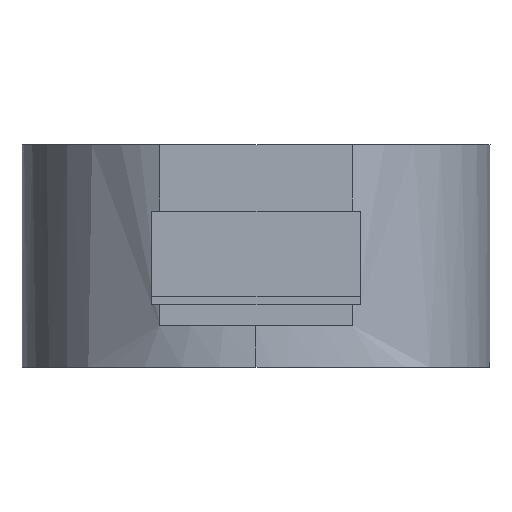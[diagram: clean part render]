
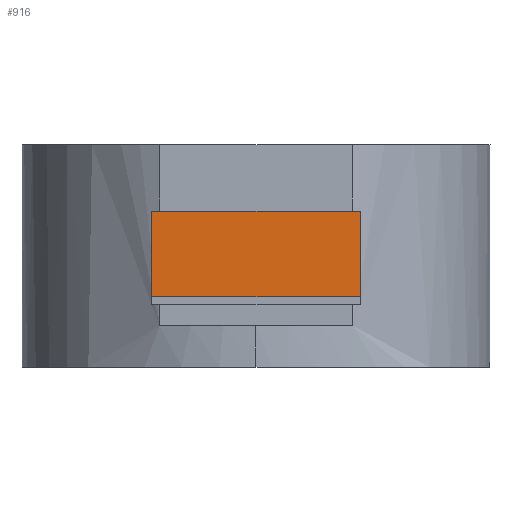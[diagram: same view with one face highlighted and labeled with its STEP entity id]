
A CAD part, left-side view. The second image highlights one B-rep face of the part: STEP entity #916.
In plain terms, the highlighted free-form (B-spline) face has degree [1, 1] with [2, 2] control points.
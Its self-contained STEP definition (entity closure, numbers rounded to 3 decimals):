
#916=ADVANCED_FACE('',(#1136),#6912,.T.);
#1136=FACE_OUTER_BOUND('',#1356,.T.);
#1356=EDGE_LOOP('',(#1631,#1632,#1633,#1634));
#1631=ORIENTED_EDGE('',*,*,#5166,.T.);
#1632=ORIENTED_EDGE('',*,*,#5167,.T.);
#1633=ORIENTED_EDGE('',*,*,#5168,.T.);
#1634=ORIENTED_EDGE('',*,*,#5169,.T.);
#2641=PCURVE('',#6912,#3651);
#2642=PCURVE('',#6912,#3652);
#2643=PCURVE('',#6912,#3653);
#2644=PCURVE('',#6912,#3654);
#2645=PCURVE('',#6913,#3655);
#2663=PCURVE('',#6917,#3673);
#2665=PCURVE('',#6918,#3675);
#2676=PCURVE('',#6919,#3686);
#3651=DEFINITIONAL_REPRESENTATION('',(#5672),#13489);
#3652=DEFINITIONAL_REPRESENTATION('',(#5674),#13489);
#3653=DEFINITIONAL_REPRESENTATION('',(#5676),#13489);
#3654=DEFINITIONAL_REPRESENTATION('',(#5678),#13489);
#3655=DEFINITIONAL_REPRESENTATION('',(#5679),#13489);
#3673=DEFINITIONAL_REPRESENTATION('',(#5710),#13489);
#3675=DEFINITIONAL_REPRESENTATION('',(#5713),#13489);
#3686=DEFINITIONAL_REPRESENTATION('',(#5724),#13489);
#4661=SURFACE_CURVE('',#5671,(#2641,#2663),.PCURVE_S1.);
#4662=SURFACE_CURVE('',#5673,(#2642,#2676),.PCURVE_S1.);
#4663=SURFACE_CURVE('',#5675,(#2643,#2645),.PCURVE_S1.);
#4664=SURFACE_CURVE('',#5677,(#2644,#2665),.PCURVE_S1.);
#5166=EDGE_CURVE('',#6580,#6581,#4661,.T.);
#5167=EDGE_CURVE('',#6581,#6582,#4662,.T.);
#5168=EDGE_CURVE('',#6582,#6583,#4663,.T.);
#5169=EDGE_CURVE('',#6583,#6580,#4664,.T.);
#5671=B_SPLINE_CURVE_WITH_KNOTS('',1,(#7071,#7072),.UNSPECIFIED.,.F.,.F.,
(2,2),(-15.,35.),.UNSPECIFIED.);
#5672=B_SPLINE_CURVE_WITH_KNOTS('',1,(#7073,#7074),.UNSPECIFIED.,.F.,.F.,
(2,2),(-15.,35.),.UNSPECIFIED.);
#5673=B_SPLINE_CURVE_WITH_KNOTS('',1,(#7075,#7076),.UNSPECIFIED.,.F.,.F.,
(2,2),(-6.5,14.),.UNSPECIFIED.);
#5674=B_SPLINE_CURVE_WITH_KNOTS('',1,(#7077,#7078),.UNSPECIFIED.,.F.,.F.,
(2,2),(-6.5,14.),.UNSPECIFIED.);
#5675=B_SPLINE_CURVE_WITH_KNOTS('',1,(#7079,#7080),.UNSPECIFIED.,.F.,.F.,
(2,2),(-35.,15.),.UNSPECIFIED.);
#5676=B_SPLINE_CURVE_WITH_KNOTS('',1,(#7081,#7082),.UNSPECIFIED.,.F.,.F.,
(2,2),(-35.,15.),.UNSPECIFIED.);
#5677=B_SPLINE_CURVE_WITH_KNOTS('',1,(#7083,#7084),.UNSPECIFIED.,.F.,.F.,
(2,2),(-14.,6.5),.UNSPECIFIED.);
#5678=B_SPLINE_CURVE_WITH_KNOTS('',1,(#7085,#7086),.UNSPECIFIED.,.F.,.F.,
(2,2),(-14.,6.5),.UNSPECIFIED.);
#5679=B_SPLINE_CURVE_WITH_KNOTS('',1,(#7087,#7088),.UNSPECIFIED.,.F.,.F.,
(2,2),(-35.,15.),.UNSPECIFIED.);
#5710=B_SPLINE_CURVE_WITH_KNOTS('',1,(#7149,#7150),.UNSPECIFIED.,.F.,.F.,
(2,2),(-15.,35.),.UNSPECIFIED.);
#5713=B_SPLINE_CURVE_WITH_KNOTS('',1,(#7155,#7156),.UNSPECIFIED.,.F.,.F.,
(2,2),(-14.,6.5),.UNSPECIFIED.);
#5724=B_SPLINE_CURVE_WITH_KNOTS('',1,(#7177,#7178),.UNSPECIFIED.,.F.,.F.,
(2,2),(-6.5,14.),.UNSPECIFIED.);
#6580=VERTEX_POINT('',#7059);
#6581=VERTEX_POINT('',#7060);
#6582=VERTEX_POINT('',#7061);
#6583=VERTEX_POINT('',#7062);
#6912=B_SPLINE_SURFACE_WITH_KNOTS('',1,1,((#7027,#7028),(#7029,#7030)),
 .UNSPECIFIED.,.F.,.F.,.F.,(2,2),(2,2),(-15.,35.),(-6.5,14.),
 .UNSPECIFIED.);
#6913=B_SPLINE_SURFACE_WITH_KNOTS('',1,1,((#7031,#7032),(#7033,#7034)),
 .UNSPECIFIED.,.F.,.F.,.F.,(2,2),(2,2),(-15.,35.),(-1.,1.),
 .UNSPECIFIED.);
#6917=B_SPLINE_SURFACE_WITH_KNOTS('',1,1,((#7047,#7048),(#7049,#7050)),
 .UNSPECIFIED.,.F.,.F.,.F.,(2,2),(2,2),(-15.,35.),(-4.,24.),
 .UNSPECIFIED.);
#6918=B_SPLINE_SURFACE_WITH_KNOTS('',1,1,((#7051,#7052),(#7053,#7054)),
 .UNSPECIFIED.,.F.,.F.,.F.,(2,2),(2,2),(-15.,15.),(-11.25,11.25),
 .UNSPECIFIED.);
#6919=B_SPLINE_SURFACE_WITH_KNOTS('',1,1,((#7055,#7056),(#7057,#7058)),
 .UNSPECIFIED.,.F.,.F.,.F.,(2,2),(2,2),(-11.25,11.25),(-15.,15.),
 .UNSPECIFIED.);
#7027=CARTESIAN_POINT('',(-53.248,25.,-2.));
#7028=CARTESIAN_POINT('',(-53.248,25.,18.5));
#7029=CARTESIAN_POINT('',(-53.248,-25.,-2.));
#7030=CARTESIAN_POINT('',(-53.248,-25.,18.5));
#7031=CARTESIAN_POINT('',(-53.248,25.,18.5));
#7032=CARTESIAN_POINT('',(-51.248,25.,18.5));
#7033=CARTESIAN_POINT('',(-53.248,-25.,18.5));
#7034=CARTESIAN_POINT('',(-51.248,-25.,18.5));
#7047=CARTESIAN_POINT('',(-81.248,25.,-2.));
#7048=CARTESIAN_POINT('',(-53.248,25.,-2.));
#7049=CARTESIAN_POINT('',(-81.248,-25.,-2.));
#7050=CARTESIAN_POINT('',(-53.248,-25.,-2.));
#7051=CARTESIAN_POINT('',(-81.248,25.,18.5));
#7052=CARTESIAN_POINT('',(-81.248,25.,-4.));
#7053=CARTESIAN_POINT('',(-51.248,25.,18.5));
#7054=CARTESIAN_POINT('',(-51.248,25.,-4.));
#7055=CARTESIAN_POINT('',(-81.248,-25.,18.5));
#7056=CARTESIAN_POINT('',(-51.248,-25.,18.5));
#7057=CARTESIAN_POINT('',(-81.248,-25.,-4.));
#7058=CARTESIAN_POINT('',(-51.248,-25.,-4.));
#7059=CARTESIAN_POINT('',(-53.248,25.,-2.));
#7060=CARTESIAN_POINT('',(-53.248,-25.,-2.));
#7061=CARTESIAN_POINT('',(-53.248,-25.,18.5));
#7062=CARTESIAN_POINT('',(-53.248,25.,18.5));
#7071=CARTESIAN_POINT('',(-53.248,25.,-2.));
#7072=CARTESIAN_POINT('',(-53.248,-25.,-2.));
#7073=CARTESIAN_POINT('',(-15.,-6.5));
#7074=CARTESIAN_POINT('',(35.,-6.5));
#7075=CARTESIAN_POINT('',(-53.248,-25.,-2.));
#7076=CARTESIAN_POINT('',(-53.248,-25.,18.5));
#7077=CARTESIAN_POINT('',(35.,-6.5));
#7078=CARTESIAN_POINT('',(35.,14.));
#7079=CARTESIAN_POINT('',(-53.248,-25.,18.5));
#7080=CARTESIAN_POINT('',(-53.248,25.,18.5));
#7081=CARTESIAN_POINT('',(35.,14.));
#7082=CARTESIAN_POINT('',(-15.,14.));
#7083=CARTESIAN_POINT('',(-53.248,25.,18.5));
#7084=CARTESIAN_POINT('',(-53.248,25.,-2.));
#7085=CARTESIAN_POINT('',(-15.,14.));
#7086=CARTESIAN_POINT('',(-15.,-6.5));
#7087=CARTESIAN_POINT('',(35.,-1.));
#7088=CARTESIAN_POINT('',(-15.,-1.));
#7149=CARTESIAN_POINT('',(-15.,24.));
#7150=CARTESIAN_POINT('',(35.,24.));
#7155=CARTESIAN_POINT('',(13.,-11.25));
#7156=CARTESIAN_POINT('',(13.,9.25));
#7177=CARTESIAN_POINT('',(9.25,13.));
#7178=CARTESIAN_POINT('',(-11.25,13.));
#13489=(
GEOMETRIC_REPRESENTATION_CONTEXT(2)
PARAMETRIC_REPRESENTATION_CONTEXT()
REPRESENTATION_CONTEXT('pspace','')
);
